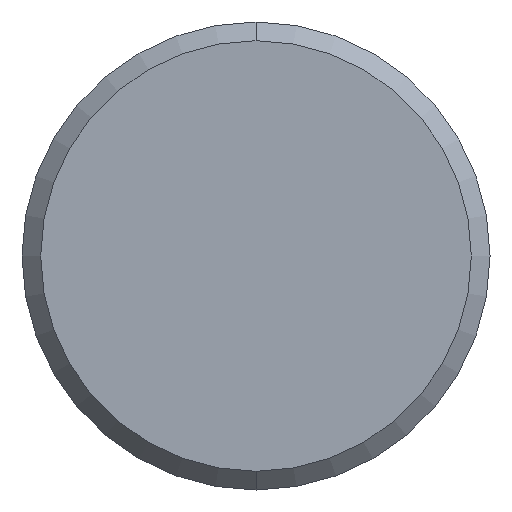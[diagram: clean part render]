
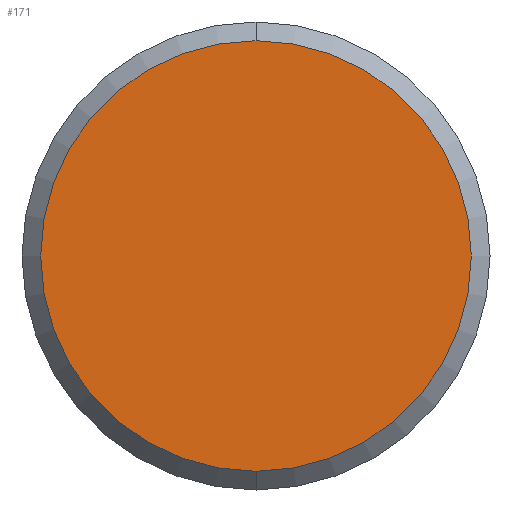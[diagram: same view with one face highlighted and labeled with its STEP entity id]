
A CAD part, front view. The second image highlights one B-rep face of the part: STEP entity #171.
In plain terms, the highlighted planar face has unit normal (0, -1, 0).
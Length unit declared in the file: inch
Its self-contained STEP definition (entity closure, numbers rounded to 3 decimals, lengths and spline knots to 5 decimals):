
#23 = CARTESIAN_POINT ( 'NONE',  ( 0., 0., -0.22985 ) ) ;
#60 = VERTEX_POINT ( 'NONE', #23 ) ;
#61 = EDGE_CURVE ( 'NONE', #98, #60, #67, .T. ) ;
#67 = CIRCLE ( 'NONE', #203, 0.22985 ) ;
#81 = DIRECTION ( 'NONE',  ( 0., 1., 0. ) ) ;
#98 = VERTEX_POINT ( 'NONE', #263 ) ;
#122 = FACE_OUTER_BOUND ( 'NONE', #271, .T. ) ;
#129 = AXIS2_PLACEMENT_3D ( 'NONE', #238, #239, #197 ) ;
#135 = PLANE ( 'NONE',  #143 ) ;
#143 = AXIS2_PLACEMENT_3D ( 'NONE', #198, #81, #266 ) ;
#167 = ORIENTED_EDGE ( 'NONE', *, *, #61, .T. ) ;
#171 = ADVANCED_FACE ( 'NONE', ( #122 ), #135, .F. ) ;
#197 = DIRECTION ( 'NONE',  ( 0., 0., 1. ) ) ;
#198 = CARTESIAN_POINT ( 'NONE',  ( 0., 0., 0. ) ) ;
#203 = AXIS2_PLACEMENT_3D ( 'NONE', #252, #207, #245 ) ;
#207 = DIRECTION ( 'NONE',  ( 0., -1., 0. ) ) ;
#236 = CIRCLE ( 'NONE', #129, 0.22985 ) ;
#237 = EDGE_CURVE ( 'NONE', #60, #98, #236, .T. ) ;
#238 = CARTESIAN_POINT ( 'NONE',  ( 0., 0., 0. ) ) ;
#239 = DIRECTION ( 'NONE',  ( 0., -1., 0. ) ) ;
#245 = DIRECTION ( 'NONE',  ( 0., 0., 1. ) ) ;
#252 = CARTESIAN_POINT ( 'NONE',  ( 0., 0., 0. ) ) ;
#263 = CARTESIAN_POINT ( 'NONE',  ( 0., 0., 0.22985 ) ) ;
#266 = DIRECTION ( 'NONE',  ( 0., 0., 1. ) ) ;
#271 = EDGE_LOOP ( 'NONE', ( #167, #273 ) ) ;
#273 = ORIENTED_EDGE ( 'NONE', *, *, #237, .T. ) ;
